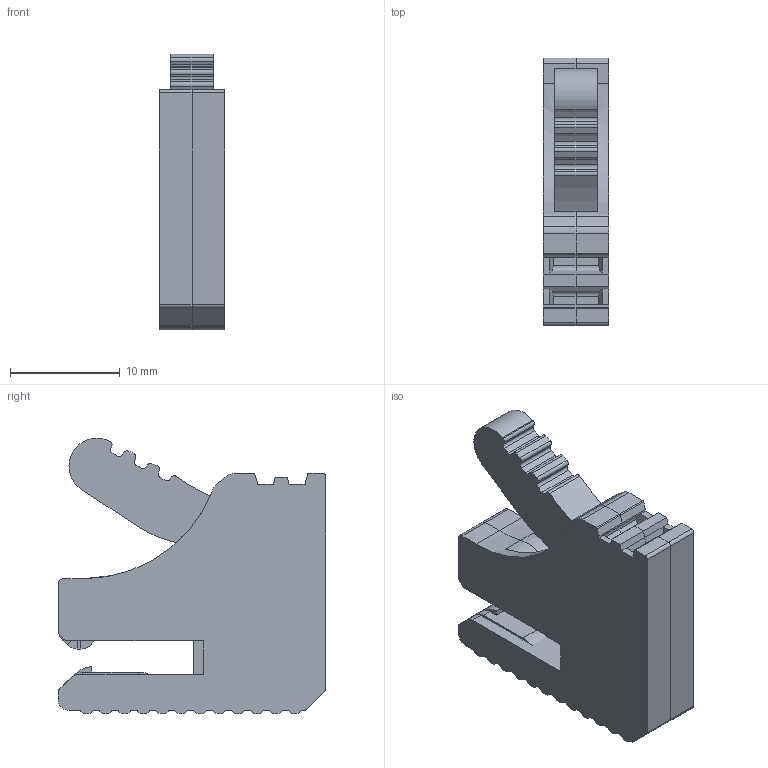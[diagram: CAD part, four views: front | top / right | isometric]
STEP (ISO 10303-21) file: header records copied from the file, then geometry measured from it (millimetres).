
FILE_DESCRIPTION(('CATIA V5R24 STEP','CAx-IF Rec.Pracs.--- Model Styling and Organization---1.2---2011-12-15'),'2;1');
FILE_NAME ('D1456701_0', '2017-06-16T09:46:46+00:00', ('Weidmueller Interface'), ('Weidmueller'), 'CATIA Version 5-6 Release 2014 SP4 HF52', 'CATIA V5 STEP AP214', 'none');
FILE_SCHEMA(('AUTOMOTIVE_DESIGN { 1 0 10303 214 1 1 1 1 }'));
Length unit declared in the file: millimetre
Products named in the file (1): v5-standard_part
Bounding box: 6 x 24.42 x 25.14 mm (x, y, z)
Volume: 2722 mm3; surface area: 3192.3 mm2
Topology: 4 solids, 4 shells, 587 faces, 1426 edges, 869 vertices
Faces by surface type: cylinder 238, plane 207, cone 132, bspline 5, extrusion 5
Entity records: 16588 total; most frequent: CARTESIAN_POINT 3713, ORIENTED_EDGE 2852, DIRECTION 2214, EDGE_CURVE 1426, AXIS2_PLACEMENT_3D 955, VERTEX_POINT 869, VECTOR 828, LINE 823
